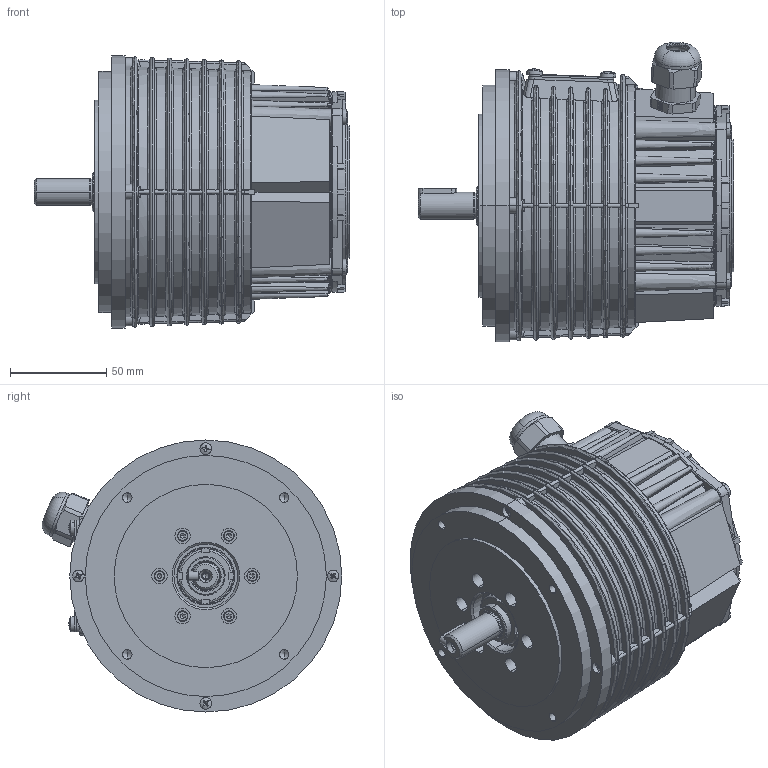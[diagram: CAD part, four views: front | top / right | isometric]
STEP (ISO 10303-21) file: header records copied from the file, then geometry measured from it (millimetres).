
FILE_DESCRIPTION((''),'2;1');
FILE_NAME('MSS-4 BASIC.stp','2013-09-18T11:34:06',('arodrigo'),(''),'Autodesk Inventor 9','Autodesk Inventor 9','');
FILE_SCHEMA(('AUTOMOTIVE_DESIGN { 1 0 10303 214 1 1 1 1 }'));
Length unit declared in the file: millimetre
Products named in the file (1): Pieza4
Bounding box: 163.6 x 155.28 x 141 mm (x, y, z)
Volume: 586322.9 mm3; surface area: 203565.6 mm2
Topology: 1 solids, 39 shells, 1664 faces, 4433 edges, 2827 vertices
Faces by surface type: plane 691, bspline 305, cylinder 302, cone 220, torus 106, sphere 40
Entity records: 58607 total; most frequent: CARTESIAN_POINT 18374, ORIENTED_EDGE 8742, DIRECTION 8307, EDGE_CURVE 4371, AXIS2_PLACEMENT_3D 3239, VERTEX_POINT 2819, VECTOR 1829, LINE 1829
